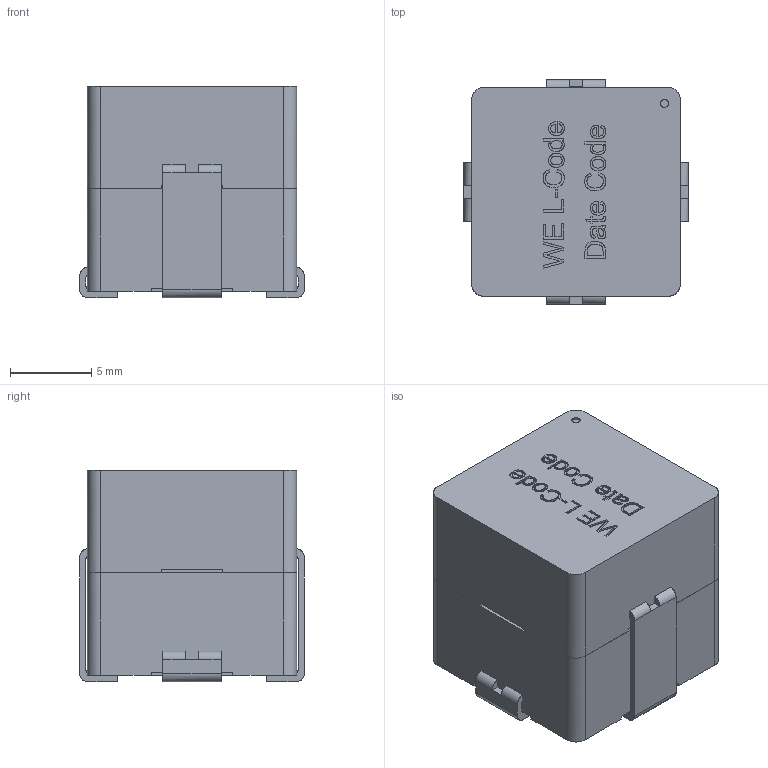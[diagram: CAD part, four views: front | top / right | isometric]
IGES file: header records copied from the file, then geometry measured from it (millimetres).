
Start section: C
Global section: file name: 74434xxxxx.igs; native system: By Siemens PLM Incorporated; preprocessor: XPlus GENERIC/IGES 26.1.183; author: Author; organization: Title; date: 20240514.152148; units: millimetre
Bounding box: 13.79 x 13.79 x 13 mm (x, y, z)
Surface area: 1520 mm2 (no closed solid volume)
Topology: 0 solids, 0 shells, 243 faces, 1742 edges, 1742 vertices
Faces by surface type: bspline 243
